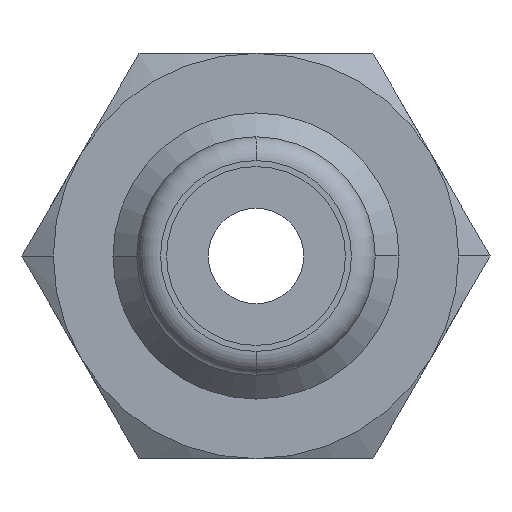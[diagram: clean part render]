
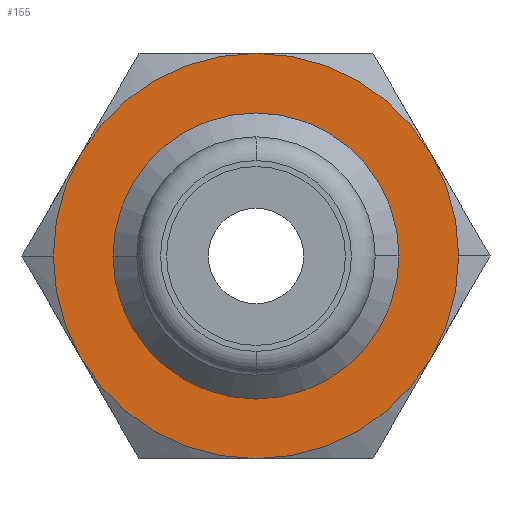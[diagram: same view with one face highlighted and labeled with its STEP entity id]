
A CAD part, front view. The second image highlights one B-rep face of the part: STEP entity #155.
In plain terms, the highlighted planar face has unit normal (0, -1, 0).
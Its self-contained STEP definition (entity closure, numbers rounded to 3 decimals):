
#155=ADVANCED_FACE('',(#369,#370),#371,.T.);
#369=FACE_OUTER_BOUND('',#646,.T.);
#370=FACE_BOUND('',#647,.T.);
#371=PLANE('',#648);
#646=EDGE_LOOP('',(#30284,#30285,#30286,#30287,#30288,#30289,#30290,#30291));
#647=EDGE_LOOP('',(#30292,#30293));
#648=AXIS2_PLACEMENT_3D('',#30294,#30295,#30296);
#30284=ORIENTED_EDGE('',*,*,#30894,.F.);
#30285=ORIENTED_EDGE('',*,*,#30921,.F.);
#30286=ORIENTED_EDGE('',*,*,#30830,.F.);
#30287=ORIENTED_EDGE('',*,*,#30922,.F.);
#30288=ORIENTED_EDGE('',*,*,#30923,.F.);
#30289=ORIENTED_EDGE('',*,*,#30924,.F.);
#30290=ORIENTED_EDGE('',*,*,#30925,.F.);
#30291=ORIENTED_EDGE('',*,*,#30926,.F.);
#30292=ORIENTED_EDGE('',*,*,#30845,.F.);
#30293=ORIENTED_EDGE('',*,*,#30900,.F.);
#30294=CARTESIAN_POINT('',(4.25,20.0,0.0));
#30295=DIRECTION('',(-0.0,-1.0,-0.0));
#30296=DIRECTION('',(-1.0,0.0,0.0));
#30830=EDGE_CURVE('',#31109,#31111,#31112,.T.);
#30845=EDGE_CURVE('',#31136,#31132,#31138,.T.);
#30894=EDGE_CURVE('',#31218,#31215,#31220,.T.);
#30900=EDGE_CURVE('',#31132,#31136,#31227,.T.);
#30921=EDGE_CURVE('',#31111,#31218,#31259,.T.);
#30922=EDGE_CURVE('',#31260,#31109,#31261,.T.);
#30923=EDGE_CURVE('',#31262,#31260,#31263,.T.);
#30924=EDGE_CURVE('',#31264,#31262,#31265,.T.);
#30925=EDGE_CURVE('',#31266,#31264,#31267,.T.);
#30926=EDGE_CURVE('',#31215,#31266,#31268,.T.);
#31109=VERTEX_POINT('',#31512);
#31111=VERTEX_POINT('',#31525);
#31112=CIRCLE('',#31526,8.5);
#31132=VERTEX_POINT('',#31571);
#31136=VERTEX_POINT('',#31576);
#31138=CIRCLE('',#31579,6.0);
#31215=VERTEX_POINT('',#31837);
#31218=VERTEX_POINT('',#31841);
#31220=CIRCLE('',#31854,8.5);
#31227=CIRCLE('',#31874,6.0);
#31259=CIRCLE('',#31910,8.5);
#31260=VERTEX_POINT('',#31911);
#31261=CIRCLE('',#31912,8.5);
#31262=VERTEX_POINT('',#31913);
#31263=CIRCLE('',#31914,8.5);
#31264=VERTEX_POINT('',#31915);
#31265=CIRCLE('',#31916,8.5);
#31266=VERTEX_POINT('',#31917);
#31267=CIRCLE('',#31918,8.5);
#31268=CIRCLE('',#31919,8.5);
#31512=CARTESIAN_POINT('',(-7.361,20.0,4.25));
#31525=CARTESIAN_POINT('',(0.,20.0,8.5));
#31526=AXIS2_PLACEMENT_3D('',#34834,#34835,#34836);
#31571=CARTESIAN_POINT('',(6.0,20.0,0.));
#31576=CARTESIAN_POINT('',(-6.0,20.0,0.));
#31579=AXIS2_PLACEMENT_3D('',#34854,#34855,#34856);
#31837=CARTESIAN_POINT('',(8.5,20.0,0.));
#31841=CARTESIAN_POINT('',(7.361,20.0,4.25));
#31854=AXIS2_PLACEMENT_3D('',#34916,#34917,#34918);
#31874=AXIS2_PLACEMENT_3D('',#34921,#34922,#34923);
#31910=AXIS2_PLACEMENT_3D('',#34961,#34962,#34963);
#31911=CARTESIAN_POINT('',(-8.5,20.0,0.));
#31912=AXIS2_PLACEMENT_3D('',#34964,#34965,#34966);
#31913=CARTESIAN_POINT('',(-7.361,20.0,-4.25));
#31914=AXIS2_PLACEMENT_3D('',#34967,#34968,#34969);
#31915=CARTESIAN_POINT('',(0.0,20.0,-8.5));
#31916=AXIS2_PLACEMENT_3D('',#34970,#34971,#34972);
#31917=CARTESIAN_POINT('',(7.361,20.0,-4.25));
#31918=AXIS2_PLACEMENT_3D('',#34973,#34974,#34975);
#31919=AXIS2_PLACEMENT_3D('',#34976,#34977,#34978);
#34834=CARTESIAN_POINT('',(0.0,20.0,0.0));
#34835=DIRECTION('',(-0.0,1.0,0.0));
#34836=DIRECTION('',(1.0,0.0,0.0));
#34854=CARTESIAN_POINT('',(0.0,20.0,0.0));
#34855=DIRECTION('',(0.0,-1.0,0.0));
#34856=DIRECTION('',(1.0,0.0,0.0));
#34916=CARTESIAN_POINT('',(0.0,20.0,0.0));
#34917=DIRECTION('',(-0.0,1.0,0.0));
#34918=DIRECTION('',(1.0,0.0,0.0));
#34921=CARTESIAN_POINT('',(0.0,20.0,0.0));
#34922=DIRECTION('',(0.0,-1.0,0.0));
#34923=DIRECTION('',(1.0,0.0,0.0));
#34961=CARTESIAN_POINT('',(0.0,20.0,0.0));
#34962=DIRECTION('',(-0.0,1.0,0.0));
#34963=DIRECTION('',(1.0,0.0,0.0));
#34964=CARTESIAN_POINT('',(0.0,20.0,0.0));
#34965=DIRECTION('',(-0.0,1.0,0.0));
#34966=DIRECTION('',(1.0,0.0,0.0));
#34967=CARTESIAN_POINT('',(0.0,20.0,0.0));
#34968=DIRECTION('',(-0.0,1.0,0.0));
#34969=DIRECTION('',(1.0,0.0,0.0));
#34970=CARTESIAN_POINT('',(0.0,20.0,0.0));
#34971=DIRECTION('',(-0.0,1.0,0.0));
#34972=DIRECTION('',(1.0,0.0,0.0));
#34973=CARTESIAN_POINT('',(0.0,20.0,0.0));
#34974=DIRECTION('',(-0.0,1.0,0.0));
#34975=DIRECTION('',(1.0,0.0,0.0));
#34976=CARTESIAN_POINT('',(0.0,20.0,0.0));
#34977=DIRECTION('',(-0.0,1.0,0.0));
#34978=DIRECTION('',(1.0,0.0,0.0));
